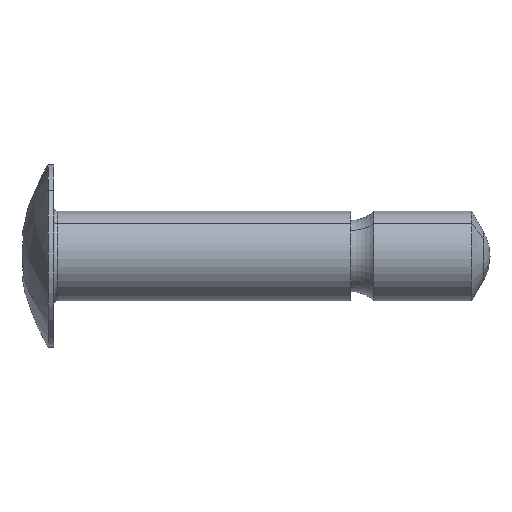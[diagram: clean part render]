
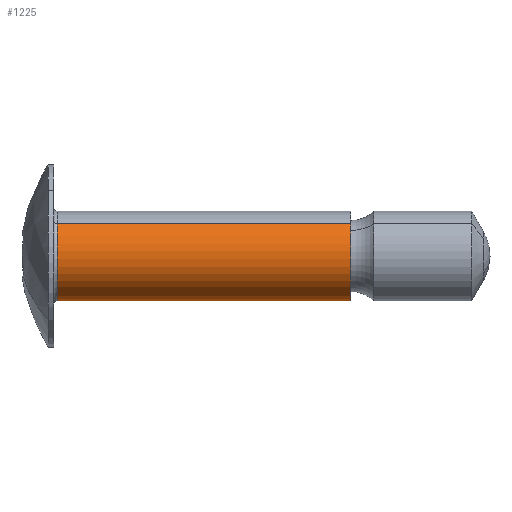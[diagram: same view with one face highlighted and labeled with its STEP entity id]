
A CAD part, front view. The second image highlights one B-rep face of the part: STEP entity #1225.
In plain terms, the highlighted cylindrical face has radius 2.45 mm (diameter 4.9 mm), a partial arc.
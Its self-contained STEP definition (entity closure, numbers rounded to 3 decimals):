
#1053 = TOROIDAL_SURFACE('',#1054,2.65,0.2);
#1054 = AXIS2_PLACEMENT_3D('',#1055,#1056,#1057);
#1055 = CARTESIAN_POINT('',(-11.3,-420.,
    -475.));
#1056 = DIRECTION('',(1.,0.,0.));
#1057 = DIRECTION('',(0.,-0.696,0.718));
#1069 = VERTEX_POINT('',#1070);
#1070 = CARTESIAN_POINT('',(-11.3,-421.705,
    -473.24));
#1071 = VERTEX_POINT('',#1072);
#1072 = CARTESIAN_POINT('',(-11.3,-418.295,
    -476.76));
#1087 = CYLINDRICAL_SURFACE('',#1088,2.45);
#1088 = AXIS2_PLACEMENT_3D('',#1089,#1090,#1091);
#1089 = CARTESIAN_POINT('',(-6.942,-420.,
    -475.));
#1090 = DIRECTION('',(-1.,0.,-0.));
#1091 = DIRECTION('',(0.,0.696,-0.718));
#1148 = VERTEX_POINT('',#1149);
#1149 = CARTESIAN_POINT('',(4.755,-418.295,
    -476.76));
#1150 = VERTEX_POINT('',#1151);
#1151 = CARTESIAN_POINT('',(4.755,-421.705,
    -473.24));
#1166 = PLANE('',#1167);
#1167 = AXIS2_PLACEMENT_3D('',#1168,#1169,#1170);
#1168 = CARTESIAN_POINT('',(4.755,-418.24,
    -473.295));
#1169 = DIRECTION('',(1.,0.,0.));
#1170 = DIRECTION('',(0.,-0.696,0.718));
#1178 = EDGE_CURVE('',#1071,#1148,#1179,.T.);
#1179 = SURFACE_CURVE('',#1180,(#1184,#1191),.PCURVE_S1.);
#1180 = LINE('',#1181,#1182);
#1181 = CARTESIAN_POINT('',(-11.3,-418.295,
    -476.76));
#1182 = VECTOR('',#1183,1.);
#1183 = DIRECTION('',(1.,0.,0.));
#1184 = PCURVE('',#1087,#1185);
#1185 = DEFINITIONAL_REPRESENTATION('',(#1186),#1190);
#1186 = LINE('',#1187,#1188);
#1187 = CARTESIAN_POINT('',(6.283,4.358));
#1188 = VECTOR('',#1189,1.);
#1189 = DIRECTION('',(0.,-1.));
#1190 = ( GEOMETRIC_REPRESENTATION_CONTEXT(2) 
PARAMETRIC_REPRESENTATION_CONTEXT() REPRESENTATION_CONTEXT('2D SPACE',''
  ) );
#1191 = PCURVE('',#1192,#1197);
#1192 = CYLINDRICAL_SURFACE('',#1193,2.45);
#1193 = AXIS2_PLACEMENT_3D('',#1194,#1195,#1196);
#1194 = CARTESIAN_POINT('',(-6.942,-420.,
    -475.));
#1195 = DIRECTION('',(-1.,0.,-0.));
#1196 = DIRECTION('',(0.,0.696,-0.718));
#1197 = DEFINITIONAL_REPRESENTATION('',(#1198),#1202);
#1198 = LINE('',#1199,#1200);
#1199 = CARTESIAN_POINT('',(0.,4.358));
#1200 = VECTOR('',#1201,1.);
#1201 = DIRECTION('',(0.,-1.));
#1202 = ( GEOMETRIC_REPRESENTATION_CONTEXT(2) 
PARAMETRIC_REPRESENTATION_CONTEXT() REPRESENTATION_CONTEXT('2D SPACE',''
  ) );
#1205 = EDGE_CURVE('',#1069,#1150,#1206,.T.);
#1206 = SURFACE_CURVE('',#1207,(#1211,#1218),.PCURVE_S1.);
#1207 = LINE('',#1208,#1209);
#1208 = CARTESIAN_POINT('',(-11.3,-421.705,
    -473.24));
#1209 = VECTOR('',#1210,1.);
#1210 = DIRECTION('',(1.,0.,0.));
#1211 = PCURVE('',#1087,#1212);
#1212 = DEFINITIONAL_REPRESENTATION('',(#1213),#1217);
#1213 = LINE('',#1214,#1215);
#1214 = CARTESIAN_POINT('',(3.142,4.358));
#1215 = VECTOR('',#1216,1.);
#1216 = DIRECTION('',(0.,-1.));
#1217 = ( GEOMETRIC_REPRESENTATION_CONTEXT(2) 
PARAMETRIC_REPRESENTATION_CONTEXT() REPRESENTATION_CONTEXT('2D SPACE',''
  ) );
#1218 = PCURVE('',#1192,#1219);
#1219 = DEFINITIONAL_REPRESENTATION('',(#1220),#1224);
#1220 = LINE('',#1221,#1222);
#1221 = CARTESIAN_POINT('',(3.142,4.358));
#1222 = VECTOR('',#1223,1.);
#1223 = DIRECTION('',(0.,-1.));
#1224 = ( GEOMETRIC_REPRESENTATION_CONTEXT(2) 
PARAMETRIC_REPRESENTATION_CONTEXT() REPRESENTATION_CONTEXT('2D SPACE',''
  ) );
#1225 = ADVANCED_FACE('',(#1226),#1192,.T.);
#1226 = FACE_BOUND('',#1227,.T.);
#1227 = EDGE_LOOP('',(#1228,#1229,#1251,#1252));
#1228 = ORIENTED_EDGE('',*,*,#1205,.F.);
#1229 = ORIENTED_EDGE('',*,*,#1230,.F.);
#1230 = EDGE_CURVE('',#1071,#1069,#1231,.T.);
#1231 = SURFACE_CURVE('',#1232,(#1237,#1244),.PCURVE_S1.);
#1232 = CIRCLE('',#1233,2.45);
#1233 = AXIS2_PLACEMENT_3D('',#1234,#1235,#1236);
#1234 = CARTESIAN_POINT('',(-11.3,-420.,
    -475.));
#1235 = DIRECTION('',(-1.,0.,-0.));
#1236 = DIRECTION('',(0.,0.696,-0.718));
#1237 = PCURVE('',#1192,#1238);
#1238 = DEFINITIONAL_REPRESENTATION('',(#1239),#1243);
#1239 = LINE('',#1240,#1241);
#1240 = CARTESIAN_POINT('',(0.,4.358));
#1241 = VECTOR('',#1242,1.);
#1242 = DIRECTION('',(1.,0.));
#1243 = ( GEOMETRIC_REPRESENTATION_CONTEXT(2) 
PARAMETRIC_REPRESENTATION_CONTEXT() REPRESENTATION_CONTEXT('2D SPACE',''
  ) );
#1244 = PCURVE('',#1053,#1245);
#1245 = DEFINITIONAL_REPRESENTATION('',(#1246),#1250);
#1246 = LINE('',#1247,#1248);
#1247 = CARTESIAN_POINT('',(3.142,3.142));
#1248 = VECTOR('',#1249,1.);
#1249 = DIRECTION('',(-1.,0.));
#1250 = ( GEOMETRIC_REPRESENTATION_CONTEXT(2) 
PARAMETRIC_REPRESENTATION_CONTEXT() REPRESENTATION_CONTEXT('2D SPACE',''
  ) );
#1251 = ORIENTED_EDGE('',*,*,#1178,.T.);
#1252 = ORIENTED_EDGE('',*,*,#1253,.F.);
#1253 = EDGE_CURVE('',#1150,#1148,#1254,.T.);
#1254 = SURFACE_CURVE('',#1255,(#1260,#1267),.PCURVE_S1.);
#1255 = CIRCLE('',#1256,2.45);
#1256 = AXIS2_PLACEMENT_3D('',#1257,#1258,#1259);
#1257 = CARTESIAN_POINT('',(4.755,-420.,
    -475.));
#1258 = DIRECTION('',(1.,0.,0.));
#1259 = DIRECTION('',(0.,-0.696,0.718));
#1260 = PCURVE('',#1192,#1261);
#1261 = DEFINITIONAL_REPRESENTATION('',(#1262),#1266);
#1262 = LINE('',#1263,#1264);
#1263 = CARTESIAN_POINT('',(3.142,-11.697));
#1264 = VECTOR('',#1265,1.);
#1265 = DIRECTION('',(-1.,0.));
#1266 = ( GEOMETRIC_REPRESENTATION_CONTEXT(2) 
PARAMETRIC_REPRESENTATION_CONTEXT() REPRESENTATION_CONTEXT('2D SPACE',''
  ) );
#1267 = PCURVE('',#1166,#1268);
#1268 = DEFINITIONAL_REPRESENTATION('',(#1269),#1273);
#1269 = CIRCLE('',#1270,2.45);
#1270 = AXIS2_PLACEMENT_2D('',#1271,#1272);
#1271 = CARTESIAN_POINT('',(0.,2.45));
#1272 = DIRECTION('',(1.,0.));
#1273 = ( GEOMETRIC_REPRESENTATION_CONTEXT(2) 
PARAMETRIC_REPRESENTATION_CONTEXT() REPRESENTATION_CONTEXT('2D SPACE',''
  ) );
